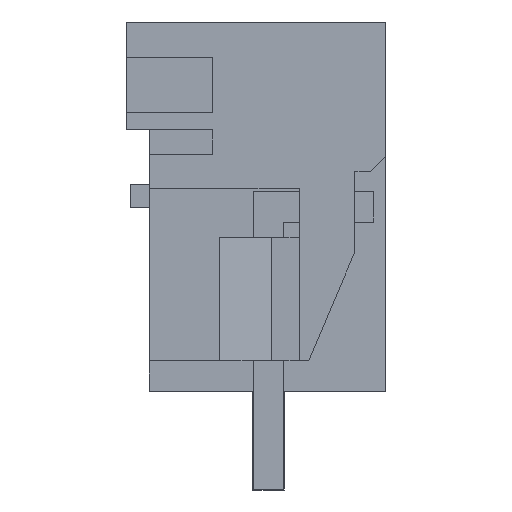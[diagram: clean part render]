
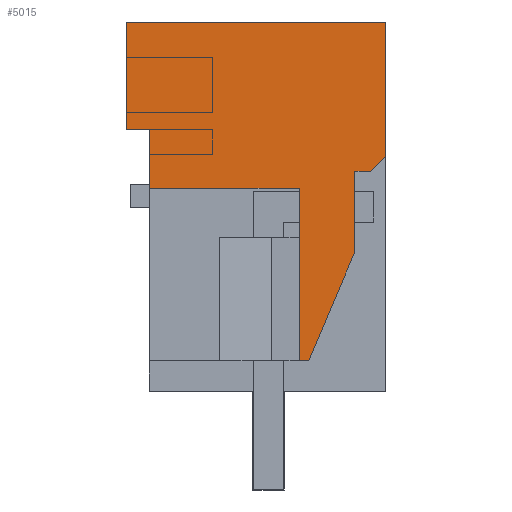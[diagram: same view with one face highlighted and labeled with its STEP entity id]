
A CAD part, left-side view. The second image highlights one B-rep face of the part: STEP entity #5015.
In plain terms, the highlighted planar face has unit normal (-1, 0, 0).
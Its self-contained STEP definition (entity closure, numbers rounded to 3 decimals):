
#4940=AXIS2_PLACEMENT_3D('Plane Axis2P3D',#4937,#4938,#4939) ;
#2665=CARTESIAN_POINT('Vertex',(0.,0.,15.2)) ;
#2668=CARTESIAN_POINT('Line Origine',(0.,0.,13.023)) ;
#2672=CARTESIAN_POINT('Vertex',(0.,0.,10.846)) ;
#3732=CARTESIAN_POINT('Vertex',(0.,7.68,9.8)) ;
#3735=CARTESIAN_POINT('Line Origine',(0.,7.68,10.75)) ;
#3739=CARTESIAN_POINT('Vertex',(0.,7.68,11.7)) ;
#4918=CARTESIAN_POINT('Line Origine',(0.,0.25,10.596)) ;
#4922=CARTESIAN_POINT('Vertex',(0.,0.5,10.346)) ;
#4937=CARTESIAN_POINT('Axis2P3D Location',(0.,-1.5,3.2)) ;
#4942=CARTESIAN_POINT('Line Origine',(0.,4.215,15.2)) ;
#4946=CARTESIAN_POINT('Vertex',(0.,8.43,15.2)) ;
#4949=CARTESIAN_POINT('Line Origine',(0.,8.43,13.45)) ;
#4953=CARTESIAN_POINT('Vertex',(0.,8.43,11.7)) ;
#4956=CARTESIAN_POINT('Line Origine',(0.,8.055,11.7)) ;
#4961=CARTESIAN_POINT('Line Origine',(0.,5.245,9.8)) ;
#4965=CARTESIAN_POINT('Vertex',(0.,2.81,9.8)) ;
#4968=CARTESIAN_POINT('Line Origine',(0.,2.81,7.)) ;
#4972=CARTESIAN_POINT('Vertex',(0.,2.81,4.2)) ;
#4975=CARTESIAN_POINT('Line Origine',(0.,2.655,4.2)) ;
#4979=CARTESIAN_POINT('Vertex',(0.,2.501,4.2)) ;
#4982=CARTESIAN_POINT('Line Origine',(0.,1.752,5.968)) ;
#4986=CARTESIAN_POINT('Vertex',(0.,1.003,7.735)) ;
#4989=CARTESIAN_POINT('Line Origine',(0.,1.003,9.041)) ;
#4993=CARTESIAN_POINT('Vertex',(0.,1.003,10.346)) ;
#4996=CARTESIAN_POINT('Line Origine',(0.,0.751,10.346)) ;
#2669=DIRECTION('Vector Direction',(0.,0.,1.)) ;
#3736=DIRECTION('Vector Direction',(0.,0.,-1.)) ;
#4919=DIRECTION('Vector Direction',(0.,-0.707,0.707)) ;
#4938=DIRECTION('Axis2P3D Direction',(-1.,0.,0.)) ;
#4939=DIRECTION('Axis2P3D XDirection',(0.,0.,1.)) ;
#4943=DIRECTION('Vector Direction',(0.,1.,0.)) ;
#4950=DIRECTION('Vector Direction',(0.,0.,-1.)) ;
#4957=DIRECTION('Vector Direction',(0.,-1.,0.)) ;
#4962=DIRECTION('Vector Direction',(0.,-1.,0.)) ;
#4969=DIRECTION('Vector Direction',(0.,0.,-1.)) ;
#4976=DIRECTION('Vector Direction',(0.,1.,0.)) ;
#4983=DIRECTION('Vector Direction',(0.,0.39,-0.921)) ;
#4990=DIRECTION('Vector Direction',(0.,0.,-1.)) ;
#4997=DIRECTION('Vector Direction',(0.,-1.,0.)) ;
#2670=VECTOR('Line Direction',#2669,1.) ;
#3737=VECTOR('Line Direction',#3736,1.) ;
#4920=VECTOR('Line Direction',#4919,1.) ;
#4944=VECTOR('Line Direction',#4943,1.) ;
#4951=VECTOR('Line Direction',#4950,1.) ;
#4958=VECTOR('Line Direction',#4957,1.) ;
#4963=VECTOR('Line Direction',#4962,1.) ;
#4970=VECTOR('Line Direction',#4969,1.) ;
#4977=VECTOR('Line Direction',#4976,1.) ;
#4984=VECTOR('Line Direction',#4983,1.) ;
#4991=VECTOR('Line Direction',#4990,1.) ;
#4998=VECTOR('Line Direction',#4997,1.) ;
#5002=ORIENTED_EDGE('',*,*,#2674,.T.) ;
#5003=ORIENTED_EDGE('',*,*,#4948,.T.) ;
#5004=ORIENTED_EDGE('',*,*,#4955,.T.) ;
#5005=ORIENTED_EDGE('',*,*,#4960,.T.) ;
#5006=ORIENTED_EDGE('',*,*,#3741,.T.) ;
#5007=ORIENTED_EDGE('',*,*,#4967,.T.) ;
#5008=ORIENTED_EDGE('',*,*,#4974,.T.) ;
#5009=ORIENTED_EDGE('',*,*,#4981,.F.) ;
#5010=ORIENTED_EDGE('',*,*,#4988,.F.) ;
#5011=ORIENTED_EDGE('',*,*,#4995,.F.) ;
#5012=ORIENTED_EDGE('',*,*,#5000,.F.) ;
#5013=ORIENTED_EDGE('',*,*,#4924,.F.) ;
#5015=ADVANCED_FACE('HOUSING',(#5014),#4941,.T.) ;
#2674=EDGE_CURVE('',#2673,#2666,#2671,.T.) ;
#3741=EDGE_CURVE('',#3740,#3733,#3738,.T.) ;
#4924=EDGE_CURVE('',#2673,#4923,#4921,.F.) ;
#4948=EDGE_CURVE('',#2666,#4947,#4945,.T.) ;
#4955=EDGE_CURVE('',#4947,#4954,#4952,.T.) ;
#4960=EDGE_CURVE('',#4954,#3740,#4959,.T.) ;
#4967=EDGE_CURVE('',#3733,#4966,#4964,.T.) ;
#4974=EDGE_CURVE('',#4966,#4973,#4971,.T.) ;
#4981=EDGE_CURVE('',#4980,#4973,#4978,.T.) ;
#4988=EDGE_CURVE('',#4987,#4980,#4985,.T.) ;
#4995=EDGE_CURVE('',#4994,#4987,#4992,.T.) ;
#5000=EDGE_CURVE('',#4923,#4994,#4999,.F.) ;
#5001=EDGE_LOOP('',(#5002,#5003,#5004,#5005,#5006,#5007,#5008,#5009,#5010,#5011,#5012,#5013)) ;
#5014=FACE_OUTER_BOUND('',#5001,.T.) ;
#2671=LINE('Line',#2668,#2670) ;
#3738=LINE('Line',#3735,#3737) ;
#4921=LINE('Line',#4918,#4920) ;
#4945=LINE('Line',#4942,#4944) ;
#4952=LINE('Line',#4949,#4951) ;
#4959=LINE('Line',#4956,#4958) ;
#4964=LINE('Line',#4961,#4963) ;
#4971=LINE('Line',#4968,#4970) ;
#4978=LINE('Line',#4975,#4977) ;
#4985=LINE('Line',#4982,#4984) ;
#4992=LINE('Line',#4989,#4991) ;
#4999=LINE('Line',#4996,#4998) ;
#4941=PLANE('',#4940) ;
#2666=VERTEX_POINT('',#2665) ;
#2673=VERTEX_POINT('',#2672) ;
#3733=VERTEX_POINT('',#3732) ;
#3740=VERTEX_POINT('',#3739) ;
#4923=VERTEX_POINT('',#4922) ;
#4947=VERTEX_POINT('',#4946) ;
#4954=VERTEX_POINT('',#4953) ;
#4966=VERTEX_POINT('',#4965) ;
#4973=VERTEX_POINT('',#4972) ;
#4980=VERTEX_POINT('',#4979) ;
#4987=VERTEX_POINT('',#4986) ;
#4994=VERTEX_POINT('',#4993) ;
